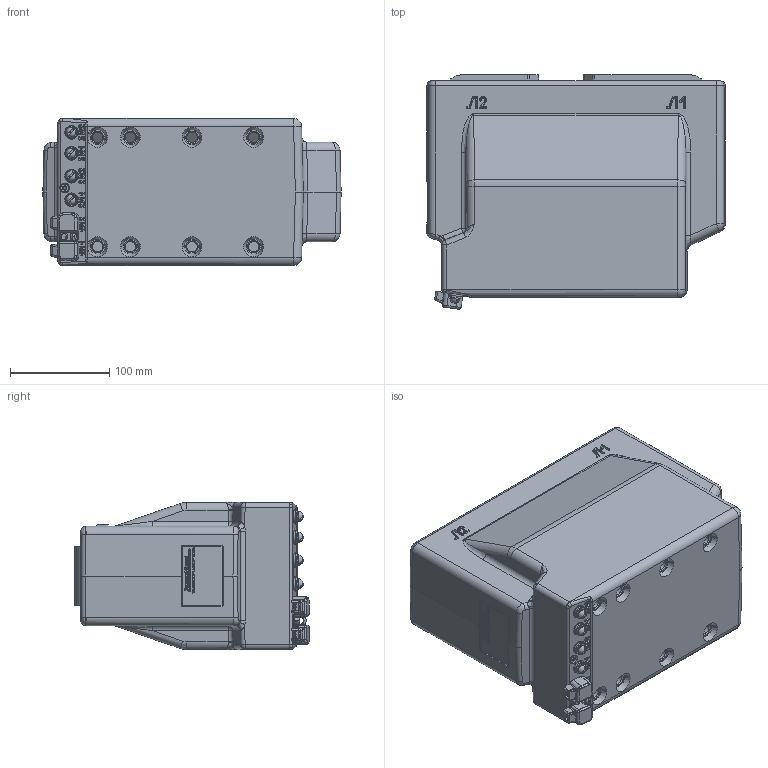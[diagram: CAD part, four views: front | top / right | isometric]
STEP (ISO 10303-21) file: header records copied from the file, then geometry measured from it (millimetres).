
FILE_DESCRIPTION (( 'STEP AP203' ), '1' );
FILE_NAME ('ﾒﾎﾋ-10-9.1-3.STEP', '2018-01-31T12:24:44', ( '' ), ( '' ), 'SwSTEP 2.0', 'SolidWorks 2010', '' );
FILE_SCHEMA (( 'CONFIG_CONTROL_DESIGN' ));
Length unit declared in the file: millimetre
Products named in the file (1): ﾒﾎﾋ-10-9.1-3
Bounding box: 300 x 235.62 x 148 mm (x, y, z)
Surface area: 282846.2 mm2 (no closed solid volume)
Topology: 0 solids, 64 shells, 848 faces, 3693 edges, 2847 vertices
Faces by surface type: plane 340, cylinder 173, cone 157, bspline 133, sphere 31, torus 14
Entity records: 49088 total; most frequent: CARTESIAN_POINT 21538, ORIENTED_EDGE 5340, DIRECTION 4942, EDGE_CURVE 3680, VERTEX_POINT 2847, VECTOR 1980, LINE 1980, AXIS2_PLACEMENT_3D 1481
